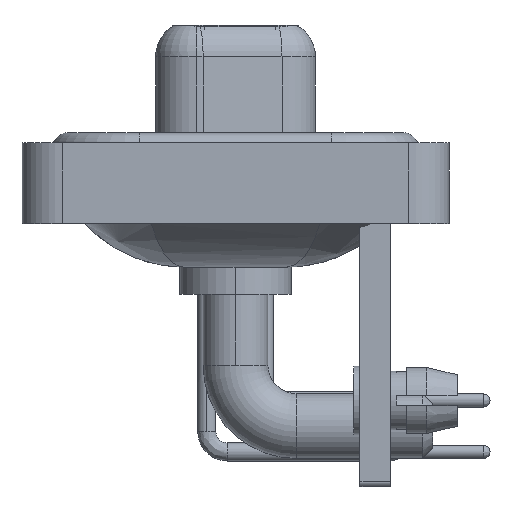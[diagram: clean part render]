
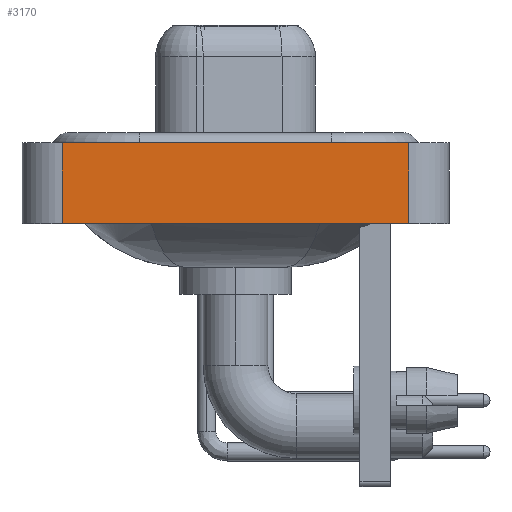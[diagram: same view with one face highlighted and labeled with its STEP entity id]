
A CAD part, left-side view. The second image highlights one B-rep face of the part: STEP entity #3170.
In plain terms, the highlighted planar face has unit normal (-1, 0, 0).
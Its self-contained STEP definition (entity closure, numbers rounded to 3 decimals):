
#265 = DIRECTION ( 'NONE',  ( 0., -1., 0. ) ) ;
#284 = LINE ( 'NONE', #14508, #20126 ) ;
#520 = ORIENTED_EDGE ( 'NONE', *, *, #17060, .T. ) ;
#781 = ORIENTED_EDGE ( 'NONE', *, *, #18825, .F. ) ;
#1083 = CARTESIAN_POINT ( 'NONE',  ( -7.3, 8.55, 0.4 ) ) ;
#1211 = EDGE_CURVE ( 'NONE', #8001, #7101, #5515, .T. ) ;
#1486 = LINE ( 'NONE', #8635, #8537 ) ;
#2517 = CARTESIAN_POINT ( 'NONE',  ( -7.3, 8.55, -3.6 ) ) ;
#2651 = FACE_OUTER_BOUND ( 'NONE', #16329, .T. ) ;
#3170 = ADVANCED_FACE ( 'NONE', ( #2651 ), #8149, .T. ) ;
#4237 = CARTESIAN_POINT ( 'NONE',  ( -7.3, 8.55, -3.6 ) ) ;
#5515 = LINE ( 'NONE', #21385, #10561 ) ;
#6279 = DIRECTION ( 'NONE',  ( -1., 0., 0. ) ) ;
#7101 = VERTEX_POINT ( 'NONE', #18762 ) ;
#8001 = VERTEX_POINT ( 'NONE', #1083 ) ;
#8149 = PLANE ( 'NONE',  #13481 ) ;
#8537 = VECTOR ( 'NONE', #15739, 1000. ) ;
#8635 = CARTESIAN_POINT ( 'NONE',  ( -7.3, -8.55, -3.6 ) ) ;
#8822 = DIRECTION ( 'NONE',  ( 0., -1., 0. ) ) ;
#10437 = VERTEX_POINT ( 'NONE', #11267 ) ;
#10561 = VECTOR ( 'NONE', #265, 1000. ) ;
#11267 = CARTESIAN_POINT ( 'NONE',  ( -7.3, -8.55, -3.6 ) ) ;
#11505 = ORIENTED_EDGE ( 'NONE', *, *, #13451, .T. ) ;
#11839 = ORIENTED_EDGE ( 'NONE', *, *, #1211, .F. ) ;
#12366 = VERTEX_POINT ( 'NONE', #4237 ) ;
#13451 = EDGE_CURVE ( 'NONE', #12366, #10437, #284, .T. ) ;
#13481 = AXIS2_PLACEMENT_3D ( 'NONE', #18636, #6279, #15368 ) ;
#13510 = LINE ( 'NONE', #2517, #19508 ) ;
#14508 = CARTESIAN_POINT ( 'NONE',  ( -7.3, -8.55, -3.6 ) ) ;
#15368 = DIRECTION ( 'NONE',  ( 0., 0., 1. ) ) ;
#15739 = DIRECTION ( 'NONE',  ( 0., 0., 1. ) ) ;
#16329 = EDGE_LOOP ( 'NONE', ( #520, #11839, #781, #11505 ) ) ;
#17060 = EDGE_CURVE ( 'NONE', #10437, #7101, #1486, .T. ) ;
#18636 = CARTESIAN_POINT ( 'NONE',  ( -7.3, -8.55, -3.6 ) ) ;
#18762 = CARTESIAN_POINT ( 'NONE',  ( -7.3, -8.55, 0.4 ) ) ;
#18825 = EDGE_CURVE ( 'NONE', #12366, #8001, #13510, .T. ) ;
#19508 = VECTOR ( 'NONE', #22010, 1000. ) ;
#20126 = VECTOR ( 'NONE', #8822, 1000. ) ;
#21385 = CARTESIAN_POINT ( 'NONE',  ( -7.3, -8.55, 0.4 ) ) ;
#22010 = DIRECTION ( 'NONE',  ( 0., 0., 1. ) ) ;
